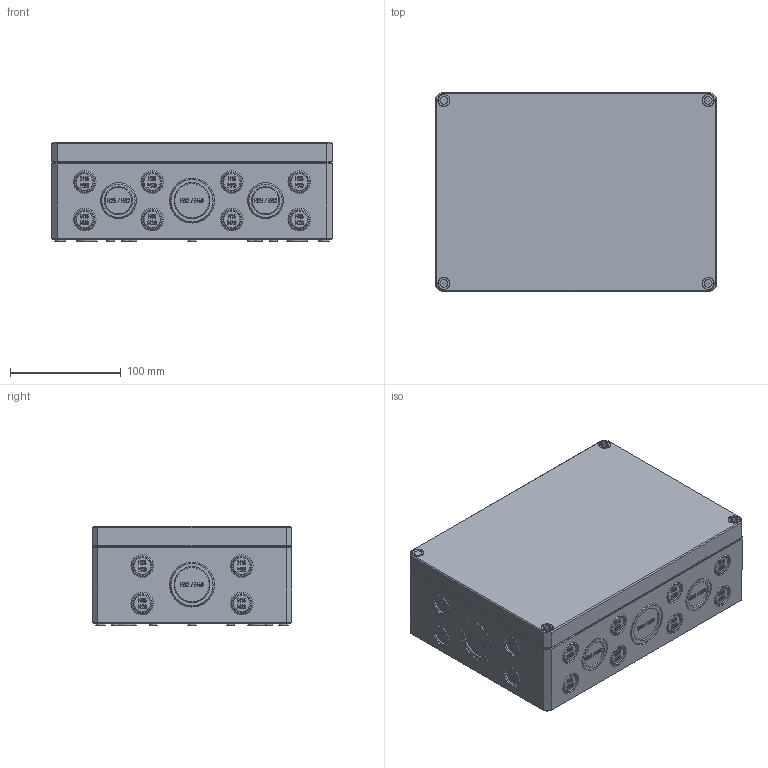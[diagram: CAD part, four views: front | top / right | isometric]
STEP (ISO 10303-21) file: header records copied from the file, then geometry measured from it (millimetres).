
FILE_DESCRIPTION(/* description */ (''),/* implementation_level */ '2;1');
FILE_NAME(/* name */ '0902105890 MBI 251809 M.stp',/* time_stamp */ '2020-12-16T07:31:21+01:00',/* author */ ('alexander.rose'),/* organization */ (''),/* preprocessor_version */ 'ST-DEVELOPER v17.2',/* originating_system */ 'Autodesk Inventor 2019',/* authorisation */ '');
FILE_SCHEMA (('AUTOMOTIVE_DESIGN { 1 0 10303 214 3 1 1 }'));
Products named in the file (5): MBTK_251809; 0902105892-UT_251872 - KO - Index04; 0901105891-OT_251818 - Index01; Schraube _ M10 x 34 _ MBTK; Dichtung_2518xx
Assembly tree (7 placements, depth 2):
  MBTK_251809
    0902105892-UT_251872 - KO - Index04
    0901105891-OT_251818 - Index01
    Schraube _ M10 x 34 _ MBTK  x4
    Dichtung_2518xx
Bounding box: 254 x 180.5 x 89.7 mm (x, y, z)
Volume: 538581.8 mm3; surface area: 375884 mm2
Topology: 7 solids, 7 shells, 6353 faces, 16804 edges, 10966 vertices
Faces by surface type: bspline 2810, plane 2404, cylinder 410, torus 358, cone 355, sphere 16
Full cylindrical faces by diameter (mm): 4.5 x4, 5 x4, 5.8 x8, 6 x1, 7 x4, 8.376 x4, 10 x1, 10.5 x4
Entity records: 201684 total; most frequent: CARTESIAN_POINT 66047, ORIENTED_EDGE 32694, DIRECTION 19553, EDGE_CURVE 16347, VERTEX_POINT 10669, LINE 8571, VECTOR 8571, EDGE_LOOP 6718
